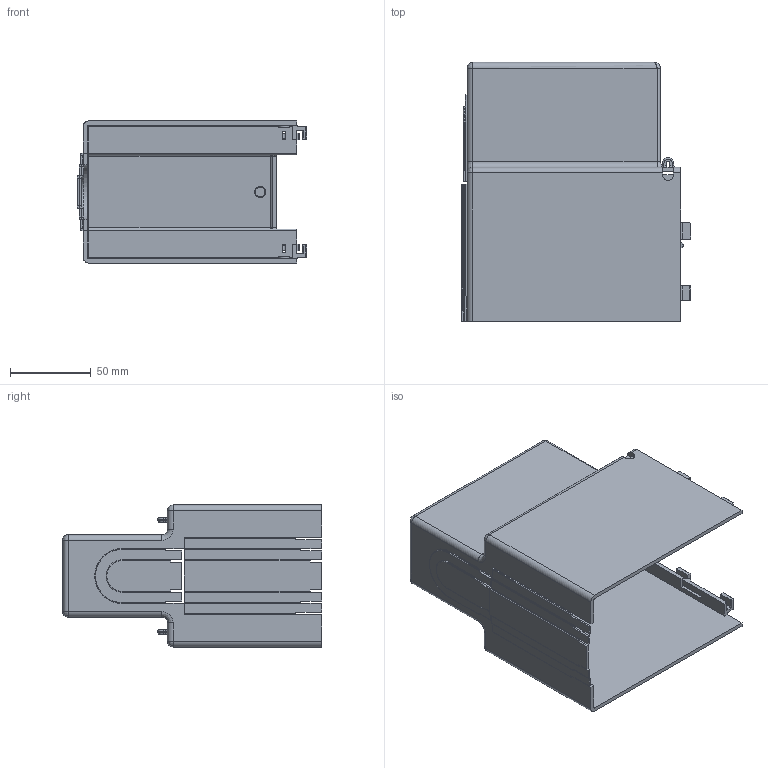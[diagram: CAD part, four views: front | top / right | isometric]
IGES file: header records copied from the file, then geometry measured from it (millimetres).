
Start section:  PTC IGES file: OSS800G1L.igs
Global section: file name: OSS800G1L.igs; native system: Creo Parametric by Parametric Technology Corporation; preprocessor: 2013320; author: fijalei3; organization: Unknown; date: 20141202.155409; units: millimetre
Bounding box: 142.05 x 160.5 x 88 mm (x, y, z)
Surface area: 132104.9 mm2 (no closed solid volume)
Topology: 0 solids, 0 shells, 322 faces, 1760 edges, 1748 vertices
Faces by surface type: bspline 198, revolution 124
